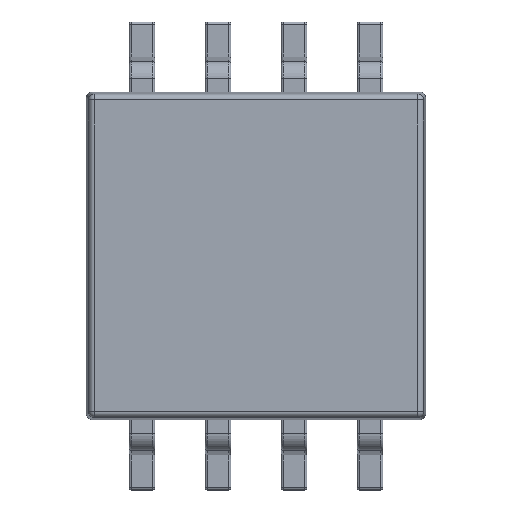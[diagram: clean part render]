
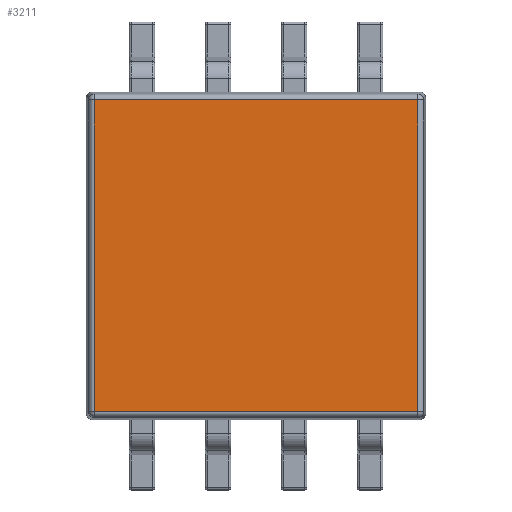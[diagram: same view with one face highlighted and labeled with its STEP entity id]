
A CAD part, top view. The second image highlights one B-rep face of the part: STEP entity #3211.
In plain terms, the highlighted planar face has unit normal (0, 0, 1).
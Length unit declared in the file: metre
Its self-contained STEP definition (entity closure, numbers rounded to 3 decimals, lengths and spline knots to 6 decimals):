
#1121=ORIENTED_EDGE('',*,*,#1665,.T.);
#1122=ORIENTED_EDGE('',*,*,#1666,.T.);
#1123=ORIENTED_EDGE('',*,*,#1667,.T.);
#1124=ORIENTED_EDGE('',*,*,#1668,.T.);
#1665=EDGE_CURVE('',#1969,#1970,#2233,.T.);
#1666=EDGE_CURVE('',#1970,#1971,#2234,.T.);
#1667=EDGE_CURVE('',#1971,#1972,#2235,.T.);
#1668=EDGE_CURVE('',#1972,#1969,#2236,.T.);
#1969=VERTEX_POINT('',#5586);
#1970=VERTEX_POINT('',#5587);
#1971=VERTEX_POINT('',#5589);
#1972=VERTEX_POINT('',#5591);
#2233=LINE('',#5585,#2505);
#2234=LINE('',#5588,#2506);
#2235=LINE('',#5590,#2507);
#2236=LINE('',#5592,#2508);
#2505=VECTOR('',#4609,1.);
#2506=VECTOR('',#4610,1.);
#2507=VECTOR('',#4611,1.);
#2508=VECTOR('',#4612,1.);
#2721=EDGE_LOOP('',(#1121,#1122,#1123,#1124));
#2931=FACE_BOUND('',#2721,.T.);
#3029=PLANE('',#3643);
#3211=ADVANCED_FACE('',(#2931),#3029,.T.);
#3643=AXIS2_PLACEMENT_3D('',#5584,#4607,#4608);
#4607=DIRECTION('',(0.,0.,1.));
#4608=DIRECTION('',(1.,0.,0.));
#4609=DIRECTION('',(0.,-1.,0.));
#4610=DIRECTION('',(1.,0.,0.));
#4611=DIRECTION('',(0.,1.,0.));
#4612=DIRECTION('',(-1.,0.,0.));
#5584=CARTESIAN_POINT('',(0.00145,-0.0014,0.000395));
#5585=CARTESIAN_POINT('',(-0.001382,-0.0014,0.000395));
#5586=CARTESIAN_POINT('',(-0.001382,0.001332,0.000395));
#5587=CARTESIAN_POINT('',(-0.001382,-0.001332,0.000395));
#5588=CARTESIAN_POINT('',(0.00145,-0.001332,0.000395));
#5589=CARTESIAN_POINT('',(0.001382,-0.001332,0.000395));
#5590=CARTESIAN_POINT('',(0.001382,-0.0014,0.000395));
#5591=CARTESIAN_POINT('',(0.001382,0.001332,0.000395));
#5592=CARTESIAN_POINT('',(0.00145,0.001332,0.000395));
